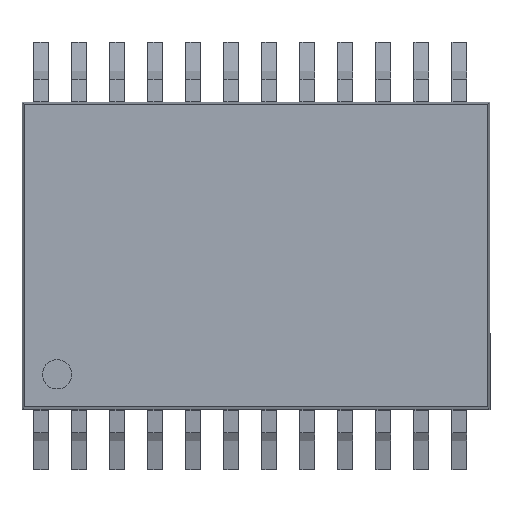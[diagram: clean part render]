
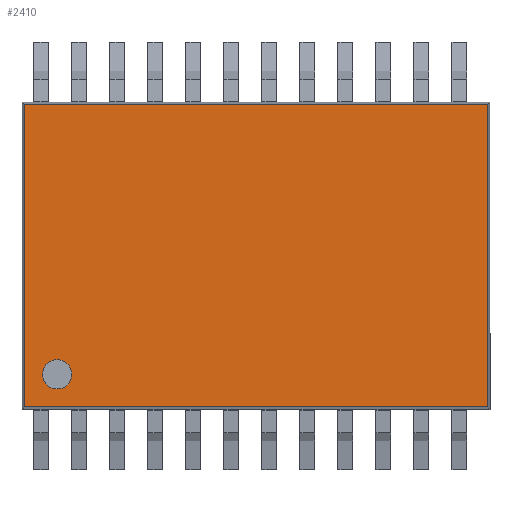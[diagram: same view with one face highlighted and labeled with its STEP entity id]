
A CAD part, top view. The second image highlights one B-rep face of the part: STEP entity #2410.
In plain terms, the highlighted planar face has unit normal (0, 0, 1).
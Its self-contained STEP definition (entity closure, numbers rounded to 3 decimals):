
#30 = VECTOR ( 'NONE', #1397, 1000. ) ;
#104 = DIRECTION ( 'NONE',  ( -1., 0., 0. ) ) ;
#345 = DIRECTION ( 'NONE',  ( 0., 1., 0. ) ) ;
#349 = CARTESIAN_POINT ( 'NONE',  ( 0.042, 5.208, 0.6 ) ) ;
#381 = ORIENTED_EDGE ( 'NONE', *, *, #2195, .T. ) ;
#500 = LINE ( 'NONE', #3318, #6373 ) ;
#721 = DIRECTION ( 'NONE',  ( -1., 0., 0. ) ) ;
#1094 = EDGE_LOOP ( 'NONE', ( #4444, #3925 ) ) ;
#1120 = CARTESIAN_POINT ( 'NONE',  ( 0.85, 0.6, 0.6 ) ) ;
#1163 = EDGE_CURVE ( 'NONE', #4252, #4909, #3314, .T. ) ;
#1397 = DIRECTION ( 'NONE',  ( 0., -1., 0. ) ) ;
#1528 = VECTOR ( 'NONE', #7632, 1000. ) ;
#1968 = CARTESIAN_POINT ( 'NONE',  ( 0.35, 0.6, 0.6 ) ) ;
#2016 = CARTESIAN_POINT ( 'NONE',  ( 0.042, 0., 0.6 ) ) ;
#2195 = EDGE_CURVE ( 'NONE', #5137, #6313, #7506, .T. ) ;
#2301 = EDGE_CURVE ( 'NONE', #6313, #6928, #500, .T. ) ;
#2410 = ADVANCED_FACE ( 'NONE', ( #7414, #4204 ), #7348, .F. ) ;
#2666 = DIRECTION ( 'NONE',  ( -1., 0., 0. ) ) ;
#2697 = VECTOR ( 'NONE', #2793, 1000. ) ;
#2793 = DIRECTION ( 'NONE',  ( 1., 0., 0. ) ) ;
#3083 = LINE ( 'NONE', #2016, #30 ) ;
#3129 = CARTESIAN_POINT ( 'NONE',  ( 0., 0., 0.6 ) ) ;
#3314 = CIRCLE ( 'NONE', #7269, 0.25 ) ;
#3318 = CARTESIAN_POINT ( 'NONE',  ( 7.958, 0., 0.6 ) ) ;
#3390 = CARTESIAN_POINT ( 'NONE',  ( 0., 0.042, 0.6 ) ) ;
#3407 = CARTESIAN_POINT ( 'NONE',  ( 0., 5.208, 0.6 ) ) ;
#3750 = DIRECTION ( 'NONE',  ( 0., 0., 1. ) ) ;
#3902 = ORIENTED_EDGE ( 'NONE', *, *, #6371, .T. ) ;
#3925 = ORIENTED_EDGE ( 'NONE', *, *, #6071, .F. ) ;
#4174 = ORIENTED_EDGE ( 'NONE', *, *, #6803, .T. ) ;
#4204 = FACE_OUTER_BOUND ( 'NONE', #5915, .T. ) ;
#4252 = VERTEX_POINT ( 'NONE', #1968 ) ;
#4344 = DIRECTION ( 'NONE',  ( 0., 0., -1. ) ) ;
#4444 = ORIENTED_EDGE ( 'NONE', *, *, #1163, .F. ) ;
#4543 = CARTESIAN_POINT ( 'NONE',  ( 7.958, 0.042, 0.6 ) ) ;
#4554 = LINE ( 'NONE', #3407, #1528 ) ;
#4909 = VERTEX_POINT ( 'NONE', #1120 ) ;
#4949 = CARTESIAN_POINT ( 'NONE',  ( 0.042, 0.042, 0.6 ) ) ;
#5135 = ORIENTED_EDGE ( 'NONE', *, *, #2301, .T. ) ;
#5137 = VERTEX_POINT ( 'NONE', #4949 ) ;
#5181 = AXIS2_PLACEMENT_3D ( 'NONE', #7373, #3750, #104 ) ;
#5413 = CIRCLE ( 'NONE', #5181, 0.25 ) ;
#5647 = VERTEX_POINT ( 'NONE', #349 ) ;
#5707 = CARTESIAN_POINT ( 'NONE',  ( 0.6, 0.6, 0.6 ) ) ;
#5915 = EDGE_LOOP ( 'NONE', ( #4174, #381, #5135, #3902 ) ) ;
#6071 = EDGE_CURVE ( 'NONE', #4909, #4252, #5413, .T. ) ;
#6313 = VERTEX_POINT ( 'NONE', #4543 ) ;
#6371 = EDGE_CURVE ( 'NONE', #6928, #5647, #4554, .T. ) ;
#6373 = VECTOR ( 'NONE', #345, 1000. ) ;
#6383 = CARTESIAN_POINT ( 'NONE',  ( 7.958, 5.208, 0.6 ) ) ;
#6468 = AXIS2_PLACEMENT_3D ( 'NONE', #3129, #4344, #721 ) ;
#6803 = EDGE_CURVE ( 'NONE', #5647, #5137, #3083, .T. ) ;
#6928 = VERTEX_POINT ( 'NONE', #6383 ) ;
#7269 = AXIS2_PLACEMENT_3D ( 'NONE', #5707, #7779, #2666 ) ;
#7348 = PLANE ( 'NONE',  #6468 ) ;
#7373 = CARTESIAN_POINT ( 'NONE',  ( 0.6, 0.6, 0.6 ) ) ;
#7414 = FACE_BOUND ( 'NONE', #1094, .T. ) ;
#7506 = LINE ( 'NONE', #3390, #2697 ) ;
#7632 = DIRECTION ( 'NONE',  ( -1., 0., 0. ) ) ;
#7779 = DIRECTION ( 'NONE',  ( 0., 0., 1. ) ) ;
